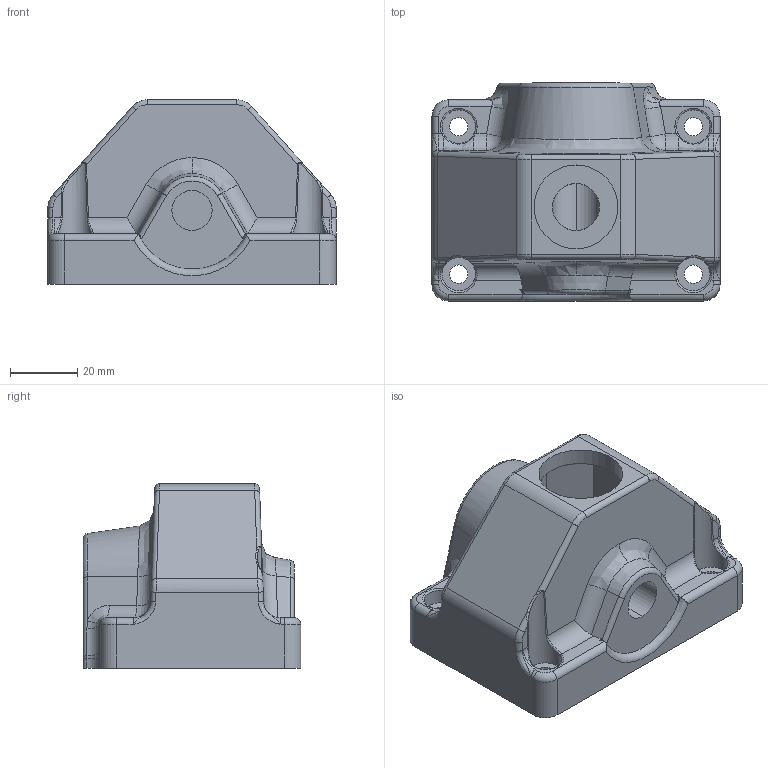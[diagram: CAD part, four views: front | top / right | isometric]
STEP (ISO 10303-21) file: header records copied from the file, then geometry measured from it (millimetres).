
FILE_DESCRIPTION (( 'STEP AP203' ), '1' );
FILE_NAME ('R241.034.001.STEP', '2015-06-12T12:04:07', ( '' ), ( '' ), 'SwSTEP 2.0', 'SolidWorks 2012', '' );
FILE_SCHEMA (( 'CONFIG_CONTROL_DESIGN' ));
Length unit declared in the file: millimetre
Products named in the file (1): R241.034.001
Bounding box: 86 x 65 x 55 mm (x, y, z)
Volume: 66197.2 mm3; surface area: 39033.1 mm2
Topology: 1 solids, 1 shells, 378 faces, 958 edges, 584 vertices
Faces by surface type: cylinder 150, plane 100, bspline 69, torus 51, sphere 7, cone 1
Entity records: 14709 total; most frequent: CARTESIAN_POINT 6174, ORIENTED_EDGE 1904, DIRECTION 1668, EDGE_CURVE 952, AXIS2_PLACEMENT_3D 655, VERTEX_POINT 584, EDGE_LOOP 396, FACE_OUTER_BOUND 378
